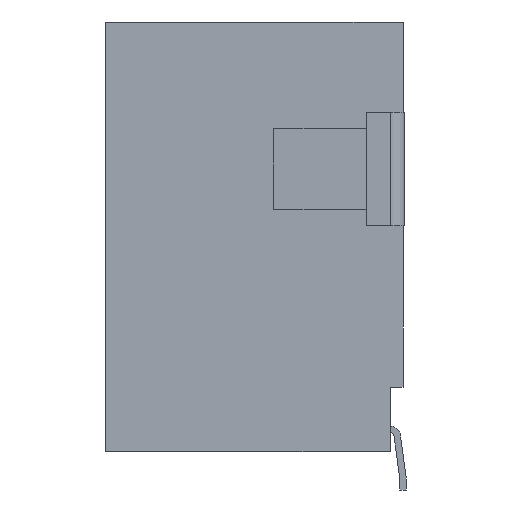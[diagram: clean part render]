
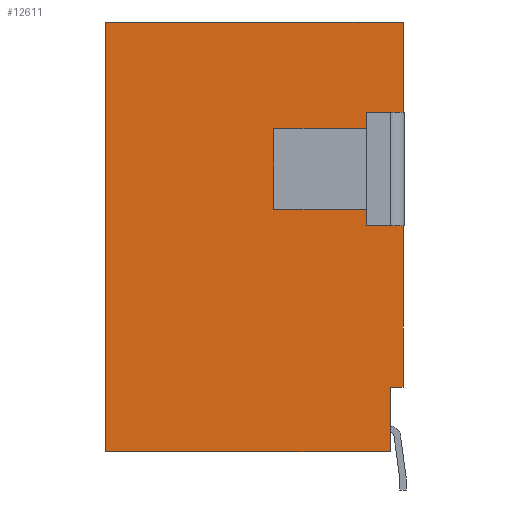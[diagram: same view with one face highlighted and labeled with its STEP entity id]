
A CAD part, left-side view. The second image highlights one B-rep face of the part: STEP entity #12611.
In plain terms, the highlighted planar face has unit normal (-1, 0, 0).
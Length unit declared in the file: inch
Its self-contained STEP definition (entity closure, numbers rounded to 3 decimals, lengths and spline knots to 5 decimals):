
#17=DIRECTION('',(0.,-1.,0.));
#18=VECTOR('',#17,0.44);
#19=CARTESIAN_POINT('',(-0.6,0.23,-0.3325));
#20=LINE('',#19,#18);
#3301=DIRECTION('',(0.,1.,0.));
#3302=VECTOR('',#3301,0.0145);
#3303=CARTESIAN_POINT('',(-0.6,-0.23,0.0175));
#3304=LINE('',#3303,#3302);
#3305=DIRECTION('',(0.,1.,0.));
#3306=VECTOR('',#3305,0.02);
#3307=CARTESIAN_POINT('',(-0.6,-0.23,-0.2325));
#3308=LINE('',#3307,#3306);
#3309=DIRECTION('',(0.,0.,1.));
#3310=VECTOR('',#3309,0.1);
#3311=CARTESIAN_POINT('',(-0.6,-0.21,-0.3325));
#3312=LINE('',#3311,#3310);
#3313=DIRECTION('',(0.,0.,1.));
#3314=VECTOR('',#3313,0.665);
#3315=CARTESIAN_POINT('',(-0.6,0.23,-0.3325));
#3316=LINE('',#3315,#3314);
#3317=DIRECTION('',(0.,1.,0.));
#3318=VECTOR('',#3317,0.0145);
#3319=CARTESIAN_POINT('',(-0.6,-0.23,0.1925));
#3320=LINE('',#3319,#3318);
#3321=DIRECTION('',(0.,0.,1.));
#3322=VECTOR('',#3321,0.025);
#3323=CARTESIAN_POINT('',(-0.6,-0.2155,0.1675));
#3324=LINE('',#3323,#3322);
#3325=DIRECTION('',(0.,1.,0.));
#3326=VECTOR('',#3325,0.1855);
#3327=CARTESIAN_POINT('',(-0.6,-0.2155,0.1675));
#3328=LINE('',#3327,#3326);
#3329=DIRECTION('',(0.,0.,-1.));
#3330=VECTOR('',#3329,0.125);
#3331=CARTESIAN_POINT('',(-0.6,-0.03,0.1675));
#3332=LINE('',#3331,#3330);
#3333=DIRECTION('',(0.,1.,0.));
#3334=VECTOR('',#3333,0.1855);
#3335=CARTESIAN_POINT('',(-0.6,-0.2155,0.0425));
#3336=LINE('',#3335,#3334);
#3337=DIRECTION('',(0.,0.,1.));
#3338=VECTOR('',#3337,0.025);
#3339=CARTESIAN_POINT('',(-0.6,-0.2155,0.0175));
#3340=LINE('',#3339,#3338);
#3637=DIRECTION('',(0.,0.,1.));
#3638=VECTOR('',#3637,0.14);
#3639=CARTESIAN_POINT('',(-0.6,-0.23,0.1925));
#3640=LINE('',#3639,#3638);
#3709=DIRECTION('',(0.,0.,1.));
#3710=VECTOR('',#3709,0.25);
#3711=CARTESIAN_POINT('',(-0.6,-0.23,-0.2325));
#3712=LINE('',#3711,#3710);
#5073=DIRECTION('',(0.,-1.,0.));
#5074=VECTOR('',#5073,0.46);
#5075=CARTESIAN_POINT('',(-0.6,0.23,0.3325));
#5076=LINE('',#5075,#5074);
#6210=CARTESIAN_POINT('',(-0.6,0.23,-0.3325));
#6212=VERTEX_POINT('',#6210);
#6213=CARTESIAN_POINT('',(-0.6,0.23,0.3325));
#6214=CARTESIAN_POINT('',(-0.6,-0.23,0.3325));
#6215=VERTEX_POINT('',#6213);
#6216=VERTEX_POINT('',#6214);
#6247=CARTESIAN_POINT('',(-0.6,-0.23,-0.2325));
#6248=CARTESIAN_POINT('',(-0.6,-0.21,-0.2325));
#6249=VERTEX_POINT('',#6247);
#6250=VERTEX_POINT('',#6248);
#6251=CARTESIAN_POINT('',(-0.6,-0.21,-0.3325));
#6252=VERTEX_POINT('',#6251);
#6341=CARTESIAN_POINT('',(-0.6,-0.03,0.1675));
#6342=CARTESIAN_POINT('',(-0.6,-0.03,0.0425));
#6343=VERTEX_POINT('',#6341);
#6344=VERTEX_POINT('',#6342);
#6557=CARTESIAN_POINT('',(-0.6,-0.23,0.0175));
#6558=CARTESIAN_POINT('',(-0.6,-0.2155,0.0175));
#6559=VERTEX_POINT('',#6557);
#6560=VERTEX_POINT('',#6558);
#6561=CARTESIAN_POINT('',(-0.6,-0.23,0.1925));
#6562=CARTESIAN_POINT('',(-0.6,-0.2155,0.1925));
#6563=VERTEX_POINT('',#6561);
#6564=VERTEX_POINT('',#6562);
#6565=CARTESIAN_POINT('',(-0.6,-0.2155,0.0425));
#6566=VERTEX_POINT('',#6565);
#6567=CARTESIAN_POINT('',(-0.6,-0.2155,0.1675));
#6568=VERTEX_POINT('',#6567);
#12579=CARTESIAN_POINT('',(-0.6,0.23,-0.3325));
#12580=DIRECTION('',(-1.,0.,0.));
#12581=DIRECTION('',(0.,-1.,0.));
#12582=AXIS2_PLACEMENT_3D('',#12579,#12580,#12581);
#12583=PLANE('',#12582);
#12585=ORIENTED_EDGE('',*,*,#12584,.F.);
#12587=ORIENTED_EDGE('',*,*,#12586,.F.);
#12588=ORIENTED_EDGE('',*,*,#10687,.T.);
#12589=ORIENTED_EDGE('',*,*,#10615,.F.);
#12590=ORIENTED_EDGE('',*,*,#8202,.F.);
#12592=ORIENTED_EDGE('',*,*,#12591,.T.);
#12594=ORIENTED_EDGE('',*,*,#12593,.T.);
#12596=ORIENTED_EDGE('',*,*,#12595,.F.);
#12598=ORIENTED_EDGE('',*,*,#12597,.T.);
#12600=ORIENTED_EDGE('',*,*,#12599,.F.);
#12602=ORIENTED_EDGE('',*,*,#12601,.T.);
#12604=ORIENTED_EDGE('',*,*,#12603,.T.);
#12606=ORIENTED_EDGE('',*,*,#12605,.F.);
#12608=ORIENTED_EDGE('',*,*,#12607,.F.);
#12609=EDGE_LOOP('',(#12585,#12587,#12588,#12589,#12590,#12592,#12594,#12596,
#12598,#12600,#12602,#12604,#12606,#12608));
#12610=FACE_OUTER_BOUND('',#12609,.F.);
#12611=ADVANCED_FACE('',(#12610),#12583,.T.);
#8202=EDGE_CURVE('',#6212,#6252,#20,.T.);
#10615=EDGE_CURVE('',#6252,#6250,#3312,.T.);
#10687=EDGE_CURVE('',#6249,#6250,#3308,.T.);
#12584=EDGE_CURVE('',#6559,#6560,#3304,.T.);
#12586=EDGE_CURVE('',#6249,#6559,#3712,.T.);
#12591=EDGE_CURVE('',#6212,#6215,#3316,.T.);
#12593=EDGE_CURVE('',#6215,#6216,#5076,.T.);
#12595=EDGE_CURVE('',#6563,#6216,#3640,.T.);
#12597=EDGE_CURVE('',#6563,#6564,#3320,.T.);
#12599=EDGE_CURVE('',#6568,#6564,#3324,.T.);
#12601=EDGE_CURVE('',#6568,#6343,#3328,.T.);
#12603=EDGE_CURVE('',#6343,#6344,#3332,.T.);
#12605=EDGE_CURVE('',#6566,#6344,#3336,.T.);
#12607=EDGE_CURVE('',#6560,#6566,#3340,.T.);
